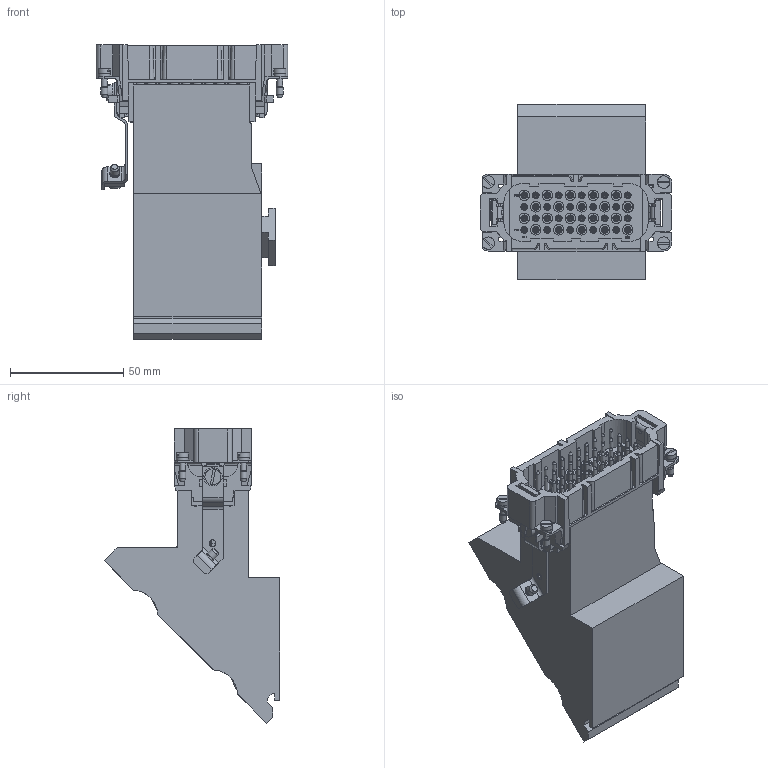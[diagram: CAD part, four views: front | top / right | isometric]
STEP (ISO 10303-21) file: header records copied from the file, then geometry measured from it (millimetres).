
FILE_DESCRIPTION(/* description */ (''),/* implementation_level */ '2;1');
FILE_NAME(/* name */ '100209539ugm000_c.stp',/* time_stamp */ '2019-08-23T11:03:26+02:00',/* author */ (''),/* organization */ (''),/* preprocessor_version */ 'ST-DEVELOPER v16.7',/* originating_system */ 'SIEMENS PLM Software NX 12.0',/* authorisation */ '');
FILE_SCHEMA (('AUTOMOTIVE_DESIGN { 1 0 10303 214 3 1 1 1 }'));
Products named in the file (1): 100209539ugm000_c
Bounding box: 84.5 x 77.54 x 130.08 mm (x, y, z)
Volume: 251021.9 mm3; surface area: 55253.3 mm2
Topology: 1 solids, 1 shells, 2502 faces, 6747 edges, 4744 vertices
Faces by surface type: plane 1749, cylinder 429, extrusion 178, cone 101, bspline 42, sphere 3
Full cylindrical faces by diameter (mm): 1.32 x1, 1.56 x1, 1.585 x40, 1.8 x40, 2.3 x1, 2.45 x41, 2.5 x4, 2.53 x40, 2.925 x2, 3 x46, 3.5 x40, 4 x1, 4.35 x1, 4.6 x20, 5.3 x4, 5.5 x4, 7 x2, 8.17 x1
Entity records: 85295 total; most frequent: CARTESIAN_POINT 17590, ORIENTED_EDGE 11940, DIRECTION 11413, EDGE_CURVE 5970, VECTOR 4549, LINE 4371, VERTEX_POINT 4185, AXIS2_PLACEMENT_3D 3432
